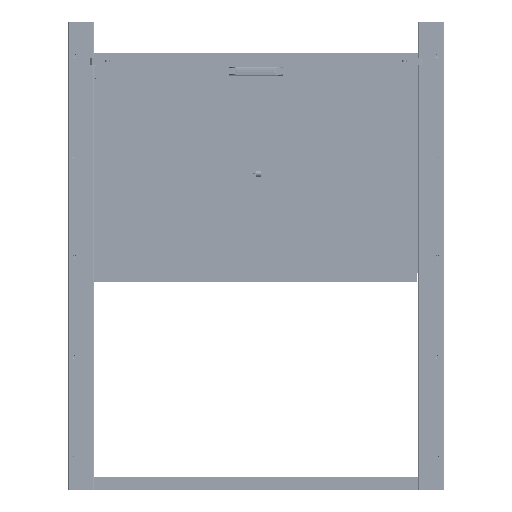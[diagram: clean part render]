
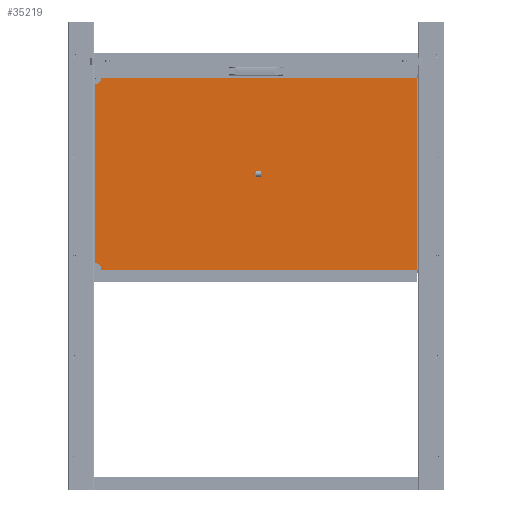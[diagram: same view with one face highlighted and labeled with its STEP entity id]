
A CAD part, front view. The second image highlights one B-rep face of the part: STEP entity #35219.
In plain terms, the highlighted planar face has unit normal (0, -1, 0).
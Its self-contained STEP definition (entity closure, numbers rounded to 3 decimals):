
#35219=ADVANCED_FACE('',(#42292),#42293,.T.);
#42292=FACE_OUTER_BOUND('',#52278,.T.);
#42293=PLANE('',#52279);
#52278=EDGE_LOOP('',(#63647,#63648,#63649,#63650));
#52279=AXIS2_PLACEMENT_3D('',#63651,#63652,#63653);
#63647=ORIENTED_EDGE('',*,*,#86085,.F.);
#63648=ORIENTED_EDGE('',*,*,#86088,.F.);
#63649=ORIENTED_EDGE('',*,*,#86080,.F.);
#63650=ORIENTED_EDGE('',*,*,#86076,.F.);
#63651=CARTESIAN_POINT('',(0.,-60.5,976.701));
#63652=DIRECTION('',(0.0,-1.0,0.));
#63653=DIRECTION('',(1.0,0.0,0.0));
#86076=EDGE_CURVE('',#95377,#95379,#95380,.T.);
#86080=EDGE_CURVE('',#95379,#95385,#95386,.T.);
#86085=EDGE_CURVE('',#95392,#95377,#95394,.T.);
#86088=EDGE_CURVE('',#95385,#95392,#95397,.T.);
#95377=VERTEX_POINT('',#109877);
#95379=VERTEX_POINT('',#109880);
#95380=LINE('',#109881,#109882);
#95385=VERTEX_POINT('',#109889);
#95386=LINE('',#109890,#109891);
#95392=VERTEX_POINT('',#109899);
#95394=LINE('',#109902,#109903);
#95397=LINE('',#109907,#109908);
#109877=CARTESIAN_POINT('',(-507.0,-60.5,670.701));
#109880=CARTESIAN_POINT('',(-507.0,-60.5,1282.701));
#109881=CARTESIAN_POINT('',(-507.0,-60.5,976.701));
#109882=VECTOR('',#134573,1.0);
#109889=CARTESIAN_POINT('',(507.0,-60.5,1282.701));
#109890=CARTESIAN_POINT('',(0.,-60.5,1282.701));
#109891=VECTOR('',#134576,1.0);
#109899=CARTESIAN_POINT('',(507.0,-60.5,670.701));
#109902=CARTESIAN_POINT('',(0.,-60.5,670.701));
#109903=VECTOR('',#134580,1.0);
#109907=CARTESIAN_POINT('',(507.0,-60.5,976.701));
#109908=VECTOR('',#134582,1.0);
#134573=DIRECTION('',(0.0,0.,1.0));
#134576=DIRECTION('',(1.0,0.0,0.0));
#134580=DIRECTION('',(-1.0,0.0,0.0));
#134582=DIRECTION('',(0.0,0.,-1.0));
